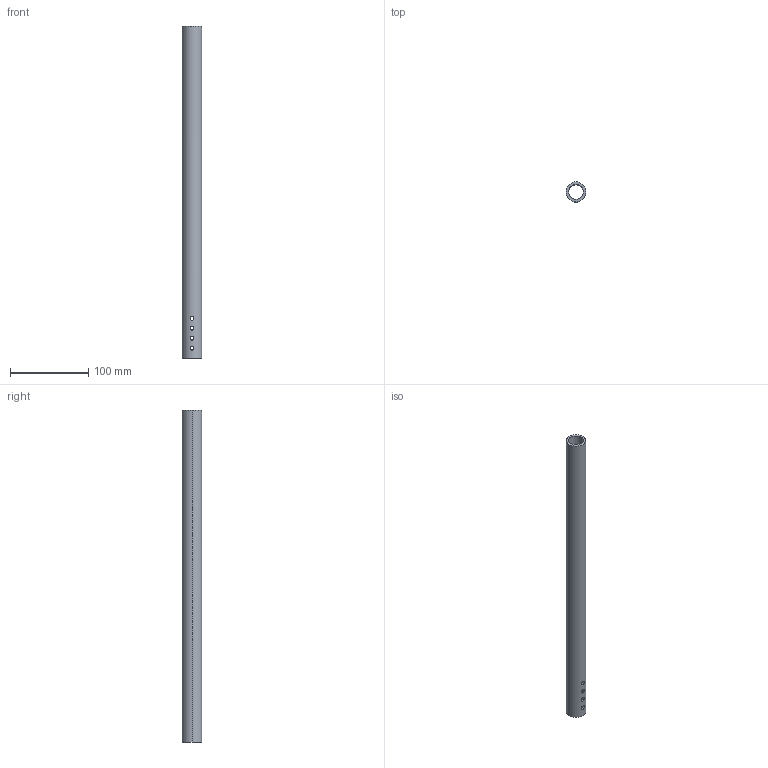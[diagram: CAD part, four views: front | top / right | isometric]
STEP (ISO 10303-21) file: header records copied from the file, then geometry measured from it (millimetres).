
FILE_DESCRIPTION (( 'STEP AP203' ), '1' );
FILE_NAME ('4400-24-P-0115 (2 Piezas).STEP', '2023-08-07T08:55:48', ( '' ), ( '' ), 'SwSTEP 2.0', 'SolidWorks 2022', '' );
FILE_SCHEMA (( 'CONFIG_CONTROL_DESIGN' ));
Length unit declared in the file: inch
Products named in the file (1): 4400-24-P-0115 (2 Piezas)
Bounding box: 25.4 x 25.4 x 425.45 mm (x, y, z)
Volume: 93818.1 mm3; surface area: 59943.8 mm2
Topology: 1 solids, 1 shells, 22 faces, 60 edges, 40 vertices
Faces by surface type: cylinder 20, plane 2
Entity records: 1671 total; most frequent: CARTESIAN_POINT 1051, ORIENTED_EDGE 120, DIRECTION 82, EDGE_CURVE 60, EDGE_LOOP 40, VERTEX_POINT 40, B_SPLINE_CURVE_WITH_KNOTS 32, AXIS2_PLACEMENT_3D 31
